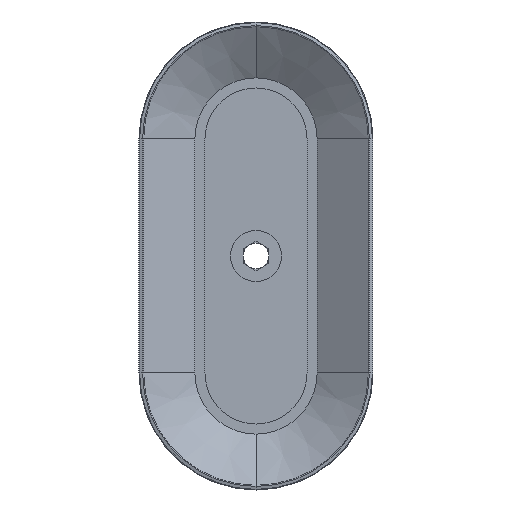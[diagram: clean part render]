
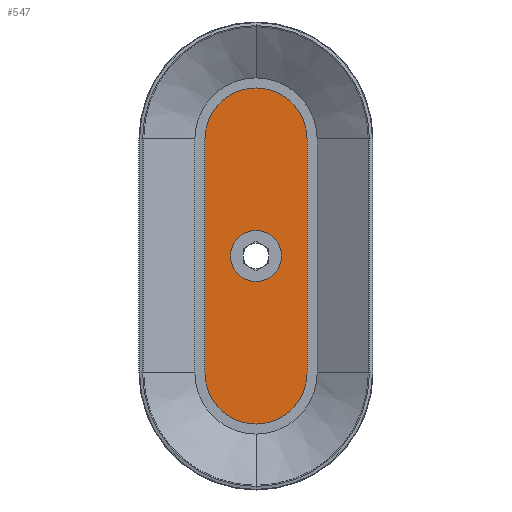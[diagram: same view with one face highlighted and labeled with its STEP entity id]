
A CAD part, front view. The second image highlights one B-rep face of the part: STEP entity #547.
In plain terms, the highlighted planar face has unit normal (0, -1, 0).
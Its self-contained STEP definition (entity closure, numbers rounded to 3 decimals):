
#547=ADVANCED_FACE('',(#1218,#1219),#1220,.F.);
#1218=FACE_BOUND('',#2012,.T.);
#1219=FACE_OUTER_BOUND('',#2013,.T.);
#1220=PLANE('',#2014);
#2012=EDGE_LOOP('',(#4864,#4865));
#2013=EDGE_LOOP('',(#4866,#4867,#4868,#4869,#4870,#4871));
#2014=AXIS2_PLACEMENT_3D('',#4872,#4873,#4874);
#4864=ORIENTED_EDGE('',*,*,#6351,.T.);
#4865=ORIENTED_EDGE('',*,*,#6019,.T.);
#4866=ORIENTED_EDGE('',*,*,#6349,.T.);
#4867=ORIENTED_EDGE('',*,*,#6185,.F.);
#4868=ORIENTED_EDGE('',*,*,#5986,.F.);
#4869=ORIENTED_EDGE('',*,*,#6249,.F.);
#4870=ORIENTED_EDGE('',*,*,#6294,.F.);
#4871=ORIENTED_EDGE('',*,*,#6108,.F.);
#4872=CARTESIAN_POINT('',(-0.5,13.0,27.5));
#4873=DIRECTION('',(0.,1.0,0.));
#4874=DIRECTION('',(-1.0,0.,0.0));
#5986=EDGE_CURVE('',#6894,#6890,#6896,.T.);
#6019=EDGE_CURVE('',#6946,#6947,#6948,.T.);
#6108=EDGE_CURVE('',#7080,#7081,#7082,.T.);
#6185=EDGE_CURVE('',#6890,#7209,#7210,.T.);
#6249=EDGE_CURVE('',#7290,#6894,#7292,.T.);
#6294=EDGE_CURVE('',#7081,#7290,#7341,.T.);
#6349=EDGE_CURVE('',#7080,#7209,#7406,.T.);
#6351=EDGE_CURVE('',#6947,#6946,#7408,.T.);
#6890=VERTEX_POINT('',#8082);
#6894=VERTEX_POINT('',#8087);
#6896=CIRCLE('',#8090,12.0);
#6946=VERTEX_POINT('',#8146);
#6947=VERTEX_POINT('',#8147);
#6948=CIRCLE('',#8148,6.0);
#7080=VERTEX_POINT('',#8320);
#7081=VERTEX_POINT('',#8321);
#7082=CIRCLE('',#8322,12.0);
#7209=VERTEX_POINT('',#8721);
#7210=CIRCLE('',#8722,12.0);
#7290=VERTEX_POINT('',#8831);
#7292=LINE('',#8834,#8835);
#7341=CIRCLE('',#8905,12.0);
#7406=LINE('',#8995,#8996);
#7408=CIRCLE('',#8998,6.0);
#8082=CARTESIAN_POINT('',(0.,13.0,-39.5));
#8087=CARTESIAN_POINT('',(12.0,13.0,-27.5));
#8090=AXIS2_PLACEMENT_3D('',#10212,#10213,#10214);
#8146=CARTESIAN_POINT('',(6.,13.0,0.));
#8147=CARTESIAN_POINT('',(-6.0,13.0,0.));
#8148=AXIS2_PLACEMENT_3D('',#10275,#10276,#10277);
#8320=CARTESIAN_POINT('',(-12.0,13.0,27.5));
#8321=CARTESIAN_POINT('',(0.,13.0,39.5));
#8322=AXIS2_PLACEMENT_3D('',#10421,#10422,#10423);
#8721=CARTESIAN_POINT('',(-12.0,13.0,-27.5));
#8722=AXIS2_PLACEMENT_3D('',#10502,#10503,#10504);
#8831=CARTESIAN_POINT('',(12.0,13.0,27.5));
#8834=CARTESIAN_POINT('',(12.0,13.0,27.5));
#8835=VECTOR('',#10587,1000.0);
#8905=AXIS2_PLACEMENT_3D('',#10621,#10622,#10623);
#8995=CARTESIAN_POINT('',(-12.0,13.0,27.5));
#8996=VECTOR('',#10686,1000.0);
#8998=AXIS2_PLACEMENT_3D('',#10687,#10688,#10689);
#10212=CARTESIAN_POINT('',(0.,13.0,-27.5));
#10213=DIRECTION('',(0.0,1.0,0.0));
#10214=DIRECTION('',(0.0,0.0,1.0));
#10275=CARTESIAN_POINT('',(0.,13.0,0.));
#10276=DIRECTION('',(0.,1.0,0.));
#10277=DIRECTION('',(-1.0,0.,0.));
#10421=CARTESIAN_POINT('',(0.,13.0,27.5));
#10422=DIRECTION('',(0.0,1.0,0.0));
#10423=DIRECTION('',(0.0,0.0,1.0));
#10502=CARTESIAN_POINT('',(0.,13.0,-27.5));
#10503=DIRECTION('',(0.0,1.0,0.0));
#10504=DIRECTION('',(0.0,0.0,1.0));
#10587=DIRECTION('',(0.,0.0,-1.0));
#10621=CARTESIAN_POINT('',(0.,13.0,27.5));
#10622=DIRECTION('',(0.0,1.0,0.0));
#10623=DIRECTION('',(0.0,0.0,1.0));
#10686=DIRECTION('',(0.,-0.0,-1.0));
#10687=CARTESIAN_POINT('',(0.,13.0,0.));
#10688=DIRECTION('',(0.,1.0,0.));
#10689=DIRECTION('',(-1.0,0.,0.));
